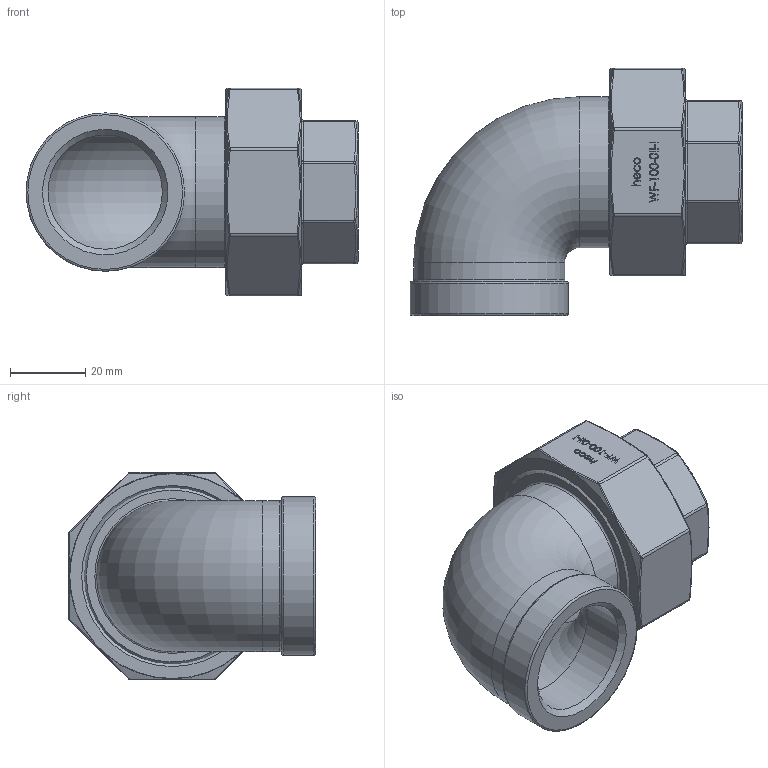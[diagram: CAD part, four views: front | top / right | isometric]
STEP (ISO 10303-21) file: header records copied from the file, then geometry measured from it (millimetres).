
FILE_DESCRIPTION (( 'STEP AP214' ), '1' );
FILE_NAME ('WF-100-0II-I Winkelverschraubung flach 2202.STEP', '2022-02-16T12:41:34', ( '' ), ( '' ), 'SwSTEP 2.0', 'SolidWorks 2019', '' );
FILE_SCHEMA (( 'AUTOMOTIVE_DESIGN' ));
Length unit declared in the file: millimetre
Products named in the file (1): WF-100-0II-I Winkelverschraubung flach 2202
Bounding box: 88 x 65.5 x 55.04 mm (x, y, z)
Volume: 64619.6 mm3; surface area: 35284.4 mm2
Topology: 4 solids, 4 shells, 314 faces, 754 edges, 474 vertices
Faces by surface type: plane 124, bspline 110, cylinder 39, torus 32, cone 9
Full cylindrical faces by diameter (mm): 30.29 x2, 34 x3, 35 x1, 40 x2, 42 x2, 42.5 x1, 45.5 x2, 45.84 x1, 48 x1
Entity records: 17061 total; most frequent: CARTESIAN_POINT 7239, ORIENTED_EDGE 1382, DIRECTION 1028, EDGE_CURVE 691, VERTEX_POINT 459, EDGE_LOOP 396, AXIS2_PLACEMENT_3D 360, FACE_OUTER_BOUND 353
